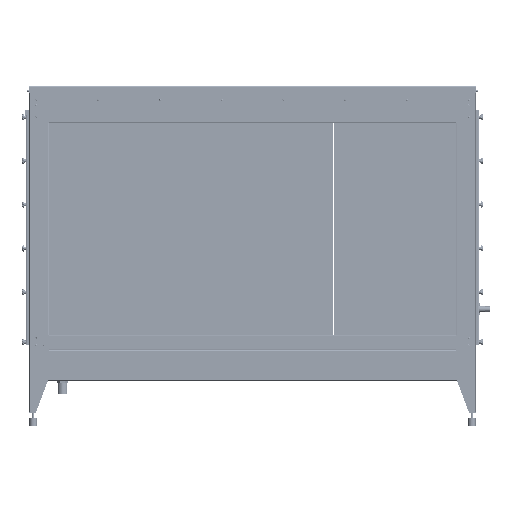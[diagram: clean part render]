
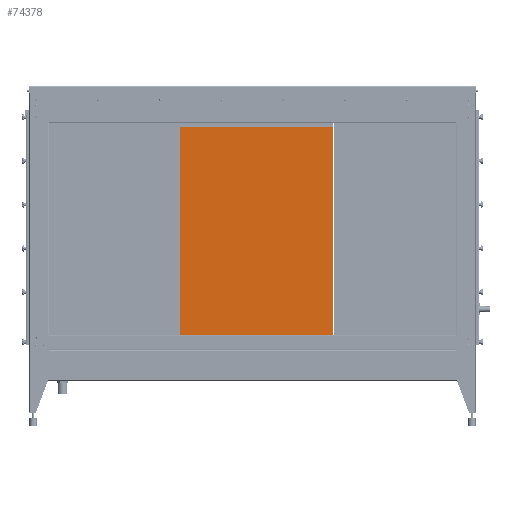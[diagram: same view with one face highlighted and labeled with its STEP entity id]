
A CAD part, top view. The second image highlights one B-rep face of the part: STEP entity #74378.
In plain terms, the highlighted planar face has unit normal (0, 0, 1).
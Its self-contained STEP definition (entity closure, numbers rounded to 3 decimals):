
#7398=PLANE('',#81513);
#11209=FACE_OUTER_BOUND('',#16271,.T.);
#16271=EDGE_LOOP('',(#67034,#67035,#67036,#67037));
#22806=LINE('',#138931,#29408);
#22812=LINE('',#138943,#29414);
#22814=LINE('',#138946,#29416);
#22815=LINE('',#138947,#29417);
#29408=VECTOR('',#99208,10.);
#29414=VECTOR('',#99218,10.);
#29416=VECTOR('',#99222,10.);
#29417=VECTOR('',#99223,10.);
#38248=VERTEX_POINT('',#138928);
#38249=VERTEX_POINT('',#138930);
#38252=VERTEX_POINT('',#138940);
#38253=VERTEX_POINT('',#138942);
#47986=EDGE_CURVE('',#38249,#38248,#22806,.T.);
#47992=EDGE_CURVE('',#38253,#38252,#22812,.T.);
#47994=EDGE_CURVE('',#38252,#38249,#22814,.T.);
#47995=EDGE_CURVE('',#38248,#38253,#22815,.T.);
#67034=ORIENTED_EDGE('',*,*,#47994,.T.);
#67035=ORIENTED_EDGE('',*,*,#47986,.T.);
#67036=ORIENTED_EDGE('',*,*,#47995,.T.);
#67037=ORIENTED_EDGE('',*,*,#47992,.T.);
#74378=ADVANCED_FACE('',(#11209),#7398,.T.);
#81513=AXIS2_PLACEMENT_3D('',#138945,#99220,#99221);
#99208=DIRECTION('',(-1.,0.,0.));
#99218=DIRECTION('',(1.,0.,0.));
#99220=DIRECTION('center_axis',(0.,0.,1.));
#99221=DIRECTION('ref_axis',(1.,0.,0.));
#99222=DIRECTION('',(0.,1.,0.));
#99223=DIRECTION('',(0.,-1.,0.));
#138928=CARTESIAN_POINT('',(-300.,400.,82.5));
#138930=CARTESIAN_POINT('',(300.,400.,82.5));
#138931=CARTESIAN_POINT('',(300.,400.,82.5));
#138940=CARTESIAN_POINT('',(300.,-433.,82.5));
#138942=CARTESIAN_POINT('',(-300.,-433.,82.5));
#138943=CARTESIAN_POINT('',(-300.,-433.,82.5));
#138945=CARTESIAN_POINT('Origin',(0.,-16.5,
82.5));
#138946=CARTESIAN_POINT('',(300.,-433.,82.5));
#138947=CARTESIAN_POINT('',(-300.,430.,82.5));
